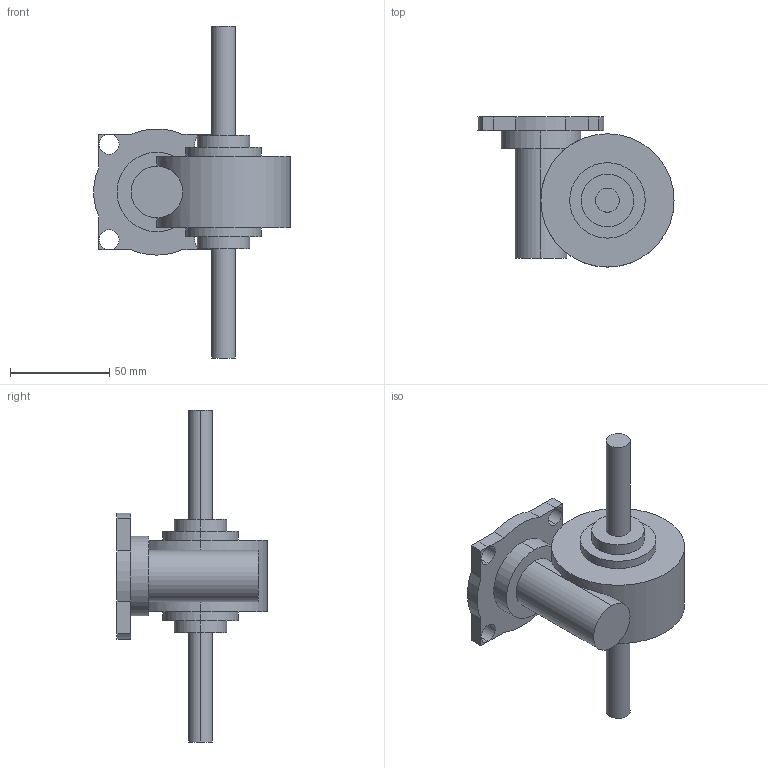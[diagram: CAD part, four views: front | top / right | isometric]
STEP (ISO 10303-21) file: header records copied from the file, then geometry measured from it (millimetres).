
FILE_DESCRIPTION (( 'STEP AP203' ), '1' );
FILE_NAME ('Schneckengetriebe_vereinfacht.step', '2017-06-22T16:25:29', ( '' ), ( '' ), 'SwSTEP 2.0', 'SolidWorks 2016', '' );
FILE_SCHEMA (( 'CONFIG_CONTROL_DESIGN' ));
Length unit declared in the file: millimetre
Products named in the file (1): Schneckengetriebe_vereinfacht
Bounding box: 98.64 x 75.5 x 167 mm (x, y, z)
Volume: 210125.5 mm3; surface area: 31970.5 mm2
Topology: 1 solids, 1 shells, 53 faces, 128 edges, 84 vertices
Faces by surface type: cylinder 33, plane 20
Entity records: 1821 total; most frequent: CARTESIAN_POINT 428, DIRECTION 296, ORIENTED_EDGE 256, EDGE_CURVE 128, AXIS2_PLACEMENT_3D 118, VERTEX_POINT 84, EDGE_LOOP 68, CIRCLE 64
